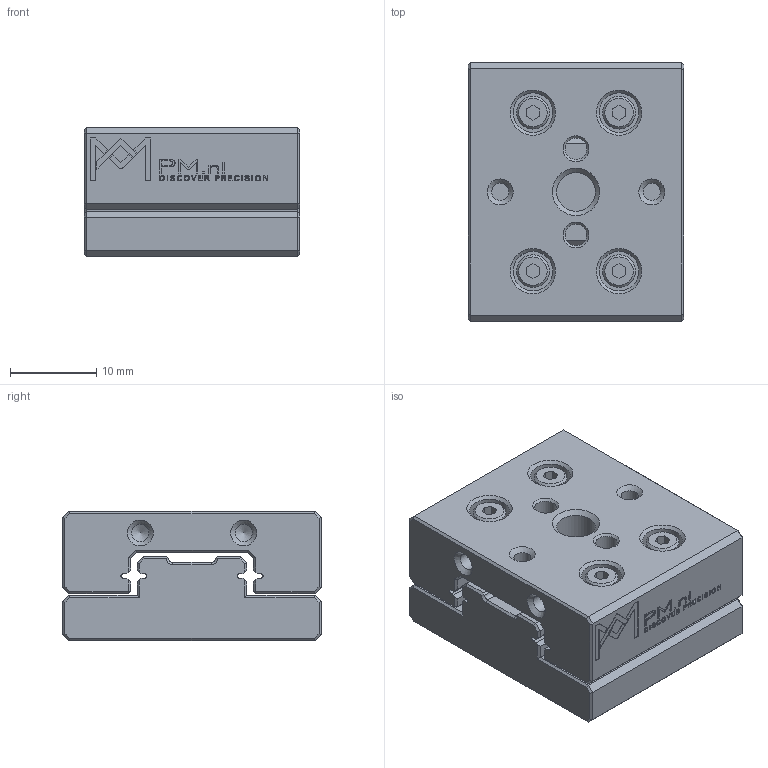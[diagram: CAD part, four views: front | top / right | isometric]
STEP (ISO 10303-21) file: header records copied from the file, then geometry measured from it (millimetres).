
FILE_DESCRIPTION(/* description */ (''),/* implementation_level */ '2;1');
FILE_NAME(/* name */ 'RTA-1520.stp',/* time_stamp */ '2024-09-11T08:38:59+02:00',/* author */ (''),/* organization */ (''),/* preprocessor_version */ 'ST-DEVELOPER v16.7',/* originating_system */ 'SIEMENS PLM Software NX 12.0',/* authorisation */ '');
FILE_SCHEMA (('AUTOMOTIVE_DESIGN { 1 0 10303 214 3 1 1 1 }'));
Length unit declared in the file: millimetre
Products named in the file (1): RTA-1520_stp
Bounding box: 25 x 30 x 15 mm (x, y, z)
Volume: 9922.3 mm3; surface area: 6017.8 mm2
Topology: 2 solids, 2 shells, 886 faces, 2257 edges, 1473 vertices
Faces by surface type: plane 620, bspline 180, cone 45, cylinder 41
Full cylindrical faces by diameter (mm): 2 x8, 2.5 x2, 3 x4, 3.8 x8, 4.5 x1, 4.6 x8, 5 x4
Entity records: 30838 total; most frequent: CARTESIAN_POINT 6969, ORIENTED_EDGE 4326, DIRECTION 3332, EDGE_CURVE 2163, LINE 1672, VECTOR 1672, VERTEX_POINT 1459, EDGE_LOOP 1078
